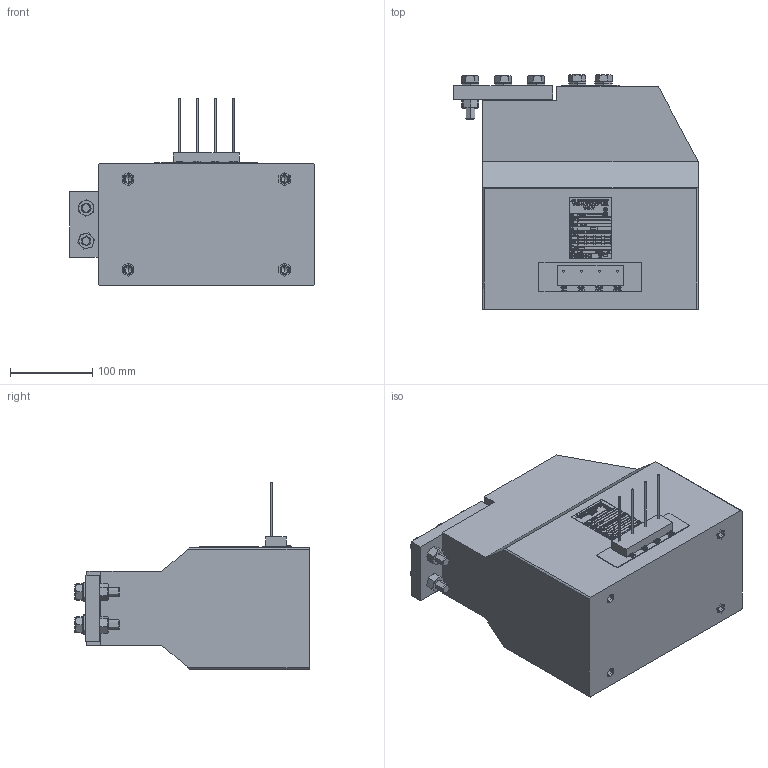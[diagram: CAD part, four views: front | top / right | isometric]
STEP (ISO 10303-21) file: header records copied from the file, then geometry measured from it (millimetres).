
FILE_DESCRIPTION (( 'STEP AP214' ), '1' );
FILE_NAME ('ﾒﾋﾊ-ﾑﾒ-10-ﾒﾂﾋﾌ1 (2000ﾀ).STEP', '2023-07-18T11:15:57', ( '' ), ( '' ), 'SwSTEP 2.0', 'SolidWorks 2014', '' );
FILE_SCHEMA (( 'AUTOMOTIVE_DESIGN' ));
Length unit declared in the file: millimetre
Products named in the file (70): curved spring lock washer_din; 2,5-6-刳-0,3 襞旂 22021-82 蝂麔; plain washer hardened grade a_din; ÂÅÈÓ.745211.003 Íàêîíå÷íèê_-01 (2000€); Íàêîíå÷íèê ñ ïðîâîäîì; hex nut style 1 gradeab_iso_Hexagon Nut ISO - 4032 - M12 - D - N; ïðîâîä^Êîïèÿ Ñáîðêà3_ÈÁËÒ.671213.019-01 ÒËÊ-ÑÒ-10-7; hex screw gradec_iso; hex screw gradec_iso_ISO 4018 - M12 x 30-NN; plain washer hardened grade a_din_Washer DIN 125 - A 13 - 300HV; ÂÅÈÓ.758472.005 Ãàéêà ñïåöèàëüíàÿ Ì10; curved spring lock washer_din_Spring washer DIN 128 - A12; 屡扔.745211.003 袜觐礤黜桕; hex nut style 1 gradeab_iso; ÂÅÈÓ.757465.007À-01  Íàêîíå÷íèê; ÂÅÈÓ.687323.004 Íàêîíå÷íèê_-01 (2000€); ������ ����_-2000�-�; ÂÅÈÓ.754312.182À Òàáëè÷êà òåõíè÷åñêèõ äàííûõ ÒËÊ-ÑÒ_; 屡扔.687323.004 袜觐礤黜桕; 扻豵鵨 畟佮; ﾒﾋﾊ-ﾑﾒ-10-ﾒﾂﾋﾌ1 (2000ﾀ); Íàêîíå÷íèê ñ ïðîâîäîì_00; Êîïèÿ Êîïèÿ Ñáîðêà3^Ñáîðêà2; ÂÅÈÓ.754312.182À Òàáëè÷êà òåõíè÷åñêèõ äàííûõ ÒËÊ-ÑÒ__-00; hex screw gradec_iso_ISO 4018 - M12 x 45-NN
Assembly tree (56 placements, depth 4):
  curved spring lock washer_din
  plain washer hardened grade a_din
  curved spring lock washer_din
  curved spring lock washer_din
  plain washer hardened grade a_din
Bounding box: 297.03 x 284.55 x 226.6 mm (x, y, z)
Volume: 8999546.9 mm3; surface area: 425727.9 mm2
Topology: 49 solids, 54 shells, 3741 faces, 9647 edges, 6322 vertices
Faces by surface type: plane 2182, bspline 1024, cylinder 275, cone 224, torus 32, sphere 4
Entity records: 177844 total; most frequent: CARTESIAN_POINT 73718, ORIENTED_EDGE 17086, DIRECTION 11467, EDGE_CURVE 8543, LINE 6059, VECTOR 6059, VERTEX_POINT 5653, EDGE_LOOP 3586
